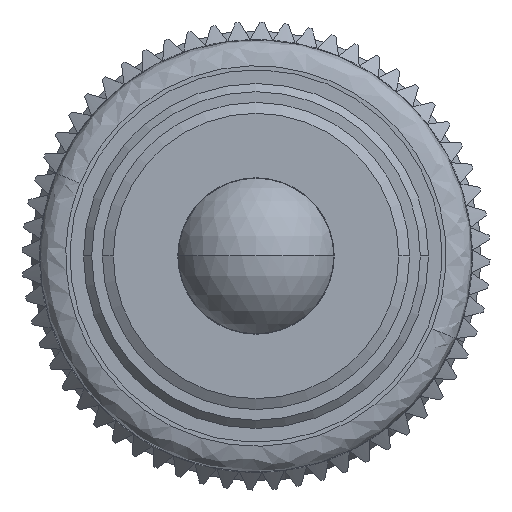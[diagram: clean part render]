
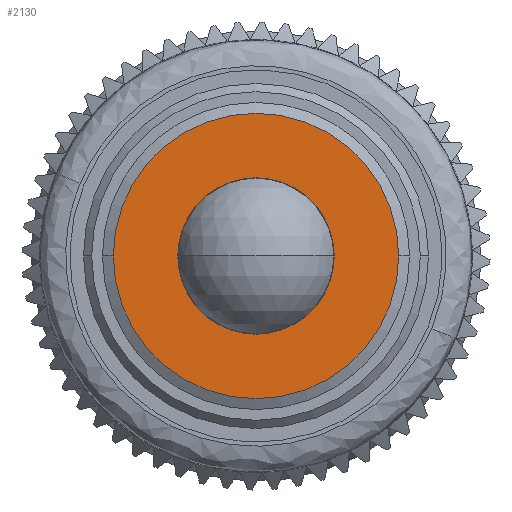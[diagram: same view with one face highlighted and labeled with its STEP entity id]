
A CAD part, left-side view. The second image highlights one B-rep face of the part: STEP entity #2130.
In plain terms, the highlighted planar face has unit normal (-1, 0, 0).
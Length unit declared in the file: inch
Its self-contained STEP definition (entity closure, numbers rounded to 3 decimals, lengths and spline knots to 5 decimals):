
#333 = DIRECTION ( 'NONE',  ( 0., -1., 0. ) ) ;
#334 = ORIENTED_EDGE ( 'NONE', *, *, #10908, .T. ) ;
#666 = EDGE_CURVE ( 'NONE', #3971, #11391, #1815, .T. ) ;
#1799 = ORIENTED_EDGE ( 'NONE', *, *, #13896, .F. ) ;
#1815 = CIRCLE ( 'NONE', #10820, 0.1738 ) ;
#2130 = ADVANCED_FACE ( 'NONE', ( #10360, #4107 ), #7082, .F. ) ;
#2670 = DIRECTION ( 'NONE',  ( 0., 1., 0. ) ) ;
#3529 = CARTESIAN_POINT ( 'NONE',  ( 0., 0.09521, 0. ) ) ;
#3582 = AXIS2_PLACEMENT_3D ( 'NONE', #4751, #9099, #333 ) ;
#3963 = DIRECTION ( 'NONE',  ( -1., 0., 0. ) ) ;
#3971 = VERTEX_POINT ( 'NONE', #11397 ) ;
#4107 = FACE_OUTER_BOUND ( 'NONE', #4711, .T. ) ;
#4382 = DIRECTION ( 'NONE',  ( 0., -1., 0. ) ) ;
#4711 = EDGE_LOOP ( 'NONE', ( #334, #14100 ) ) ;
#4751 = CARTESIAN_POINT ( 'NONE',  ( 0., 0., 0. ) ) ;
#4852 = EDGE_CURVE ( 'NONE', #7079, #8027, #12018, .T. ) ;
#4902 = DIRECTION ( 'NONE',  ( -1., 0., 0. ) ) ;
#4964 = DIRECTION ( 'NONE',  ( 0., -1., 0. ) ) ;
#5007 = CARTESIAN_POINT ( 'NONE',  ( 0., -0.09521, 0. ) ) ;
#5018 = CARTESIAN_POINT ( 'NONE',  ( 0., 0., 0. ) ) ;
#5340 = DIRECTION ( 'NONE',  ( -1., 0., 0. ) ) ;
#6109 = AXIS2_PLACEMENT_3D ( 'NONE', #3529, #10435, #2670 ) ;
#7001 = CIRCLE ( 'NONE', #7643, 0.09521 ) ;
#7079 = VERTEX_POINT ( 'NONE', #10116 ) ;
#7082 = PLANE ( 'NONE',  #6109 ) ;
#7106 = CARTESIAN_POINT ( 'NONE',  ( 0., 0., 0. ) ) ;
#7643 = AXIS2_PLACEMENT_3D ( 'NONE', #5018, #3963, #4964 ) ;
#8027 = VERTEX_POINT ( 'NONE', #5007 ) ;
#8458 = EDGE_LOOP ( 'NONE', ( #12695, #1799 ) ) ;
#8467 = DIRECTION ( 'NONE',  ( 0., -1., 0. ) ) ;
#9099 = DIRECTION ( 'NONE',  ( -1., 0., 0. ) ) ;
#10012 = CIRCLE ( 'NONE', #13167, 0.1738 ) ;
#10116 = CARTESIAN_POINT ( 'NONE',  ( 0., 0.09521, 0. ) ) ;
#10360 = FACE_BOUND ( 'NONE', #8458, .T. ) ;
#10435 = DIRECTION ( 'NONE',  ( 1., 0., 0. ) ) ;
#10820 = AXIS2_PLACEMENT_3D ( 'NONE', #7106, #4902, #8467 ) ;
#10908 = EDGE_CURVE ( 'NONE', #11391, #3971, #10012, .T. ) ;
#10935 = CARTESIAN_POINT ( 'NONE',  ( 0., 0., 0. ) ) ;
#11391 = VERTEX_POINT ( 'NONE', #11844 ) ;
#11397 = CARTESIAN_POINT ( 'NONE',  ( 0., -0.1738, 0. ) ) ;
#11844 = CARTESIAN_POINT ( 'NONE',  ( 0., 0.1738, 0. ) ) ;
#12018 = CIRCLE ( 'NONE', #3582, 0.09521 ) ;
#12695 = ORIENTED_EDGE ( 'NONE', *, *, #4852, .F. ) ;
#13167 = AXIS2_PLACEMENT_3D ( 'NONE', #10935, #5340, #4382 ) ;
#13896 = EDGE_CURVE ( 'NONE', #8027, #7079, #7001, .T. ) ;
#14100 = ORIENTED_EDGE ( 'NONE', *, *, #666, .T. ) ;
